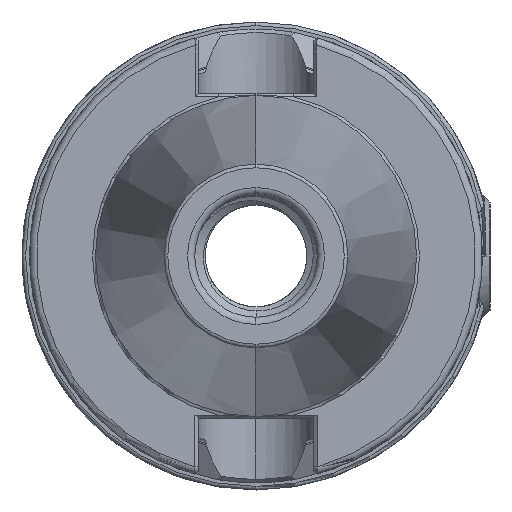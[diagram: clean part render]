
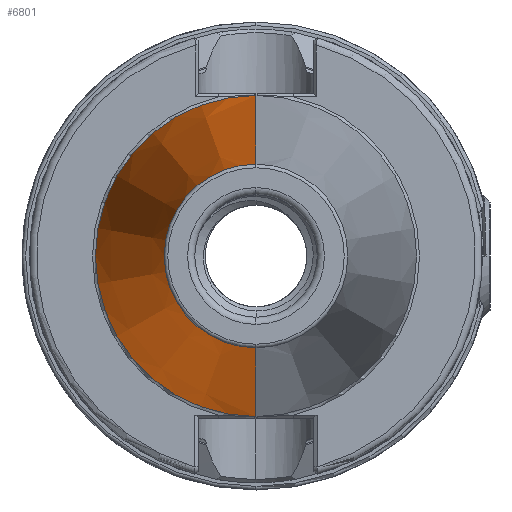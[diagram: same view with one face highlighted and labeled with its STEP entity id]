
A CAD part, left-side view. The second image highlights one B-rep face of the part: STEP entity #6801.
In plain terms, the highlighted conical face has half-angle 8.297 degrees and reference radius 22.298 mm.
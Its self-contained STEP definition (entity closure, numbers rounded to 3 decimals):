
#1796 = LINE ( 'NONE', #16978, #1798 ) ;
#1798 = VECTOR ( 'NONE', #16971, 1000. ) ;
#1806 = CIRCLE ( 'NONE', #11624, 12.75 ) ;
#1826 = CIRCLE ( 'NONE', #11607, 22.298 ) ;
#1843 = LINE ( 'NONE', #17107, #1887 ) ;
#1887 = VECTOR ( 'NONE', #17082, 1000. ) ;
#1973 = FACE_OUTER_BOUND ( 'NONE', #4361, .T. ) ;
#1978 = CONICAL_SURFACE ( 'NONE', #11670, 22.298, 0.145 ) ;
#2172 = VERTEX_POINT ( 'NONE', #5480 ) ;
#2183 = VERTEX_POINT ( 'NONE', #5485 ) ;
#2554 = DIRECTION ( 'NONE',  ( 1., 0., 0. ) ) ;
#2562 = CARTESIAN_POINT ( 'NONE',  ( -1.5, 0., 0. ) ) ;
#2564 = DIRECTION ( 'NONE',  ( 0., 0., -1. ) ) ;
#4361 = EDGE_LOOP ( 'NONE', ( #20743, #20725, #20778, #20789 ) ) ;
#4821 = CARTESIAN_POINT ( 'NONE',  ( -1.5, 0., -22.298 ) ) ;
#4870 = CARTESIAN_POINT ( 'NONE',  ( -66.972, 0., 12.75 ) ) ;
#5480 = CARTESIAN_POINT ( 'NONE',  ( -66.972, 0., -12.75 ) ) ;
#5485 = CARTESIAN_POINT ( 'NONE',  ( -1.5, 0., 22.298 ) ) ;
#6576 = EDGE_CURVE ( 'NONE', #12224, #2183, #1826, .T. ) ;
#6581 = EDGE_CURVE ( 'NONE', #2172, #12224, #1796, .T. ) ;
#6587 = EDGE_CURVE ( 'NONE', #2172, #12261, #1806, .T. ) ;
#6614 = EDGE_CURVE ( 'NONE', #12261, #2183, #1843, .T. ) ;
#6801 = ADVANCED_FACE ( 'NONE', ( #1973 ), #1978, .T. ) ;
#11607 = AXIS2_PLACEMENT_3D ( 'NONE', #16931, #16907, #16901 ) ;
#11624 = AXIS2_PLACEMENT_3D ( 'NONE', #16973, #16983, #16987 ) ;
#11670 = AXIS2_PLACEMENT_3D ( 'NONE', #2562, #2554, #2564 ) ;
#12224 = VERTEX_POINT ( 'NONE', #4821 ) ;
#12261 = VERTEX_POINT ( 'NONE', #4870 ) ;
#16901 = DIRECTION ( 'NONE',  ( 0., 0., -1. ) ) ;
#16907 = DIRECTION ( 'NONE',  ( 1., 0., 0. ) ) ;
#16931 = CARTESIAN_POINT ( 'NONE',  ( -1.5, 0., 0. ) ) ;
#16971 = DIRECTION ( 'NONE',  ( 0.99, 0., -0.144 ) ) ;
#16973 = CARTESIAN_POINT ( 'NONE',  ( -66.972, 0., 0. ) ) ;
#16978 = CARTESIAN_POINT ( 'NONE',  ( -1.5, 0., -22.298 ) ) ;
#16983 = DIRECTION ( 'NONE',  ( 1., 0., 0. ) ) ;
#16987 = DIRECTION ( 'NONE',  ( 0., 0., -1. ) ) ;
#17082 = DIRECTION ( 'NONE',  ( 0.99, 0., 0.144 ) ) ;
#17107 = CARTESIAN_POINT ( 'NONE',  ( -1.5, 0., 22.298 ) ) ;
#20725 = ORIENTED_EDGE ( 'NONE', *, *, #6614, .T. ) ;
#20743 = ORIENTED_EDGE ( 'NONE', *, *, #6587, .T. ) ;
#20778 = ORIENTED_EDGE ( 'NONE', *, *, #6576, .F. ) ;
#20789 = ORIENTED_EDGE ( 'NONE', *, *, #6581, .F. ) ;
